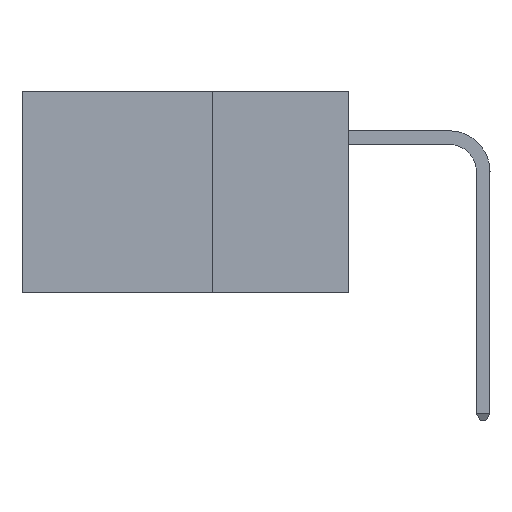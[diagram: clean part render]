
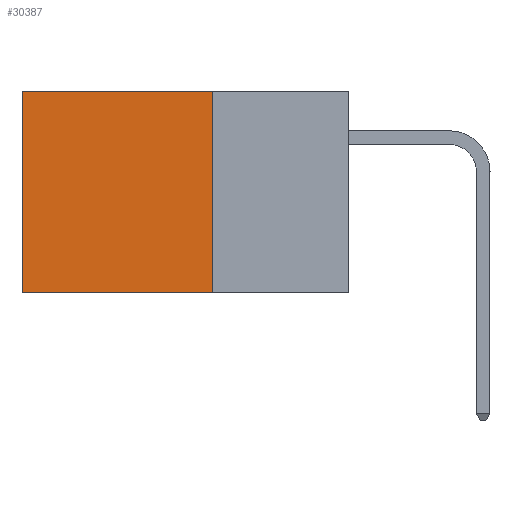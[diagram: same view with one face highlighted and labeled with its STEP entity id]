
A CAD part, left-side view. The second image highlights one B-rep face of the part: STEP entity #30387.
In plain terms, the highlighted planar face has unit normal (-1, 0, 0).
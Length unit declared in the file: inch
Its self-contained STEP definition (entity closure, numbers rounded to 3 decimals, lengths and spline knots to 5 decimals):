
#1146 = DIRECTION ( 'NONE',  ( 0., 1., 0. ) ) ;
#2263 = ORIENTED_EDGE ( 'NONE', *, *, #40991, .F. ) ;
#3717 = VERTEX_POINT ( 'NONE', #36488 ) ;
#5512 = VECTOR ( 'NONE', #38430, 39.37008 ) ;
#5806 = DIRECTION ( 'NONE',  ( 0., 0., -1. ) ) ;
#6541 = LINE ( 'NONE', #12999, #5512 ) ;
#7877 = CARTESIAN_POINT ( 'NONE',  ( 0.2875, 0.25, -0.37 ) ) ;
#9238 = EDGE_LOOP ( 'NONE', ( #36354, #31467, #2263, #40029 ) ) ;
#9307 = LINE ( 'NONE', #23751, #16792 ) ;
#12998 = EDGE_CURVE ( 'NONE', #34967, #13045, #6541, .T. ) ;
#12999 = CARTESIAN_POINT ( 'NONE',  ( 0.2875, 0.6, 0. ) ) ;
#13045 = VERTEX_POINT ( 'NONE', #26043 ) ;
#13346 = LINE ( 'NONE', #27711, #36855 ) ;
#14660 = CARTESIAN_POINT ( 'NONE',  ( 0.2875, 0.25, 0. ) ) ;
#16792 = VECTOR ( 'NONE', #1146, 39.37008 ) ;
#17881 = DIRECTION ( 'NONE',  ( 0., 0., -1. ) ) ;
#18725 = AXIS2_PLACEMENT_3D ( 'NONE', #34559, #31384, #5806 ) ;
#23095 = VERTEX_POINT ( 'NONE', #7877 ) ;
#23751 = CARTESIAN_POINT ( 'NONE',  ( 0.2875, 0.25, -0.37 ) ) ;
#25812 = FACE_OUTER_BOUND ( 'NONE', #9238, .T. ) ;
#26043 = CARTESIAN_POINT ( 'NONE',  ( 0.2875, 0.6, -0.37 ) ) ;
#27711 = CARTESIAN_POINT ( 'NONE',  ( 0.2875, 0.25, 0. ) ) ;
#30387 = ADVANCED_FACE ( 'NONE', ( #25812 ), #40908, .F. ) ;
#30577 = CARTESIAN_POINT ( 'NONE',  ( 0.2875, 0.6, 0. ) ) ;
#30933 = VECTOR ( 'NONE', #17881, 39.37008 ) ;
#30934 = DIRECTION ( 'NONE',  ( 0., 1., 0. ) ) ;
#31384 = DIRECTION ( 'NONE',  ( 1., 0., 0. ) ) ;
#31467 = ORIENTED_EDGE ( 'NONE', *, *, #34895, .F. ) ;
#33742 = EDGE_CURVE ( 'NONE', #3717, #34967, #13346, .T. ) ;
#34559 = CARTESIAN_POINT ( 'NONE',  ( 0.2875, 0.25, 0. ) ) ;
#34895 = EDGE_CURVE ( 'NONE', #23095, #13045, #9307, .T. ) ;
#34967 = VERTEX_POINT ( 'NONE', #30577 ) ;
#36354 = ORIENTED_EDGE ( 'NONE', *, *, #12998, .T. ) ;
#36488 = CARTESIAN_POINT ( 'NONE',  ( 0.2875, 0.25, 0. ) ) ;
#36855 = VECTOR ( 'NONE', #30934, 39.37008 ) ;
#38430 = DIRECTION ( 'NONE',  ( 0., 0., -1. ) ) ;
#40029 = ORIENTED_EDGE ( 'NONE', *, *, #33742, .T. ) ;
#40327 = LINE ( 'NONE', #14660, #30933 ) ;
#40908 = PLANE ( 'NONE',  #18725 ) ;
#40991 = EDGE_CURVE ( 'NONE', #3717, #23095, #40327, .T. ) ;
